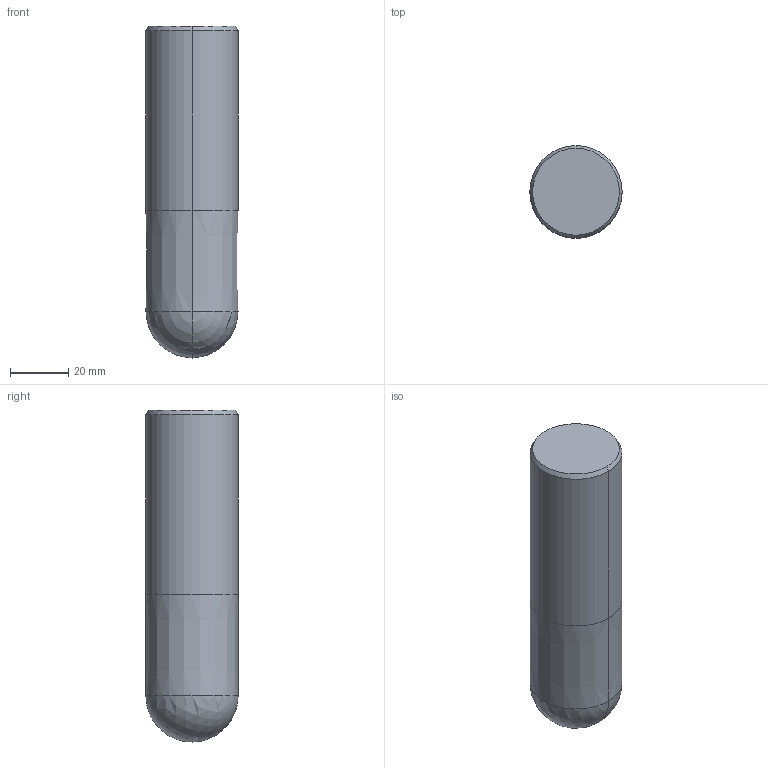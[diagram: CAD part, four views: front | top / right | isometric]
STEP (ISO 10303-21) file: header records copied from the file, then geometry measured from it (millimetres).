
FILE_DESCRIPTION(('no description'),'unknown implementation level');
FILE_NAME('solidsHMj786qmcG91oqeKJSO7bPfpUg_1.STP',' ',('CIMSOURCE GmbH'),('CADClick - KiM GmbH - www.kimweb.de'),'unknown preprocess','ACIS','unknown authorization');
FILE_SCHEMA(('automotive_design'));
Length unit declared in the file: millimetre
Products named in the file (2): 1; 2
Bounding box: 31.75 x 31.75 x 114.3 mm (x, y, z)
Volume: 86233.8 mm3; surface area: 13706.5 mm2
Topology: 2 solids, 2 shells, 11 faces, 21 edges, 10 vertices
Faces by surface type: cone 4, plane 3, cylinder 2, sphere 2
Entity records: 538 total; most frequent: DIRECTION 62, CARTESIAN_POINT 44, STYLED_ITEM 40, PRESENTATION_STYLE_ASSIGNMENT 40, COLOUR_RGB 40, ORIENTED_EDGE 34, AXIS2_PLACEMENT_3D 28, EDGE_CURVE 17
